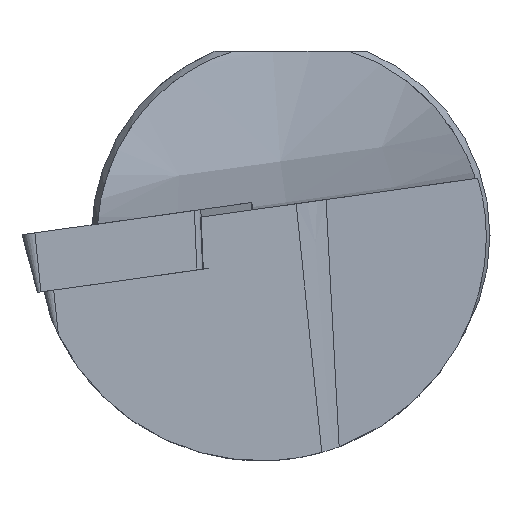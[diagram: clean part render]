
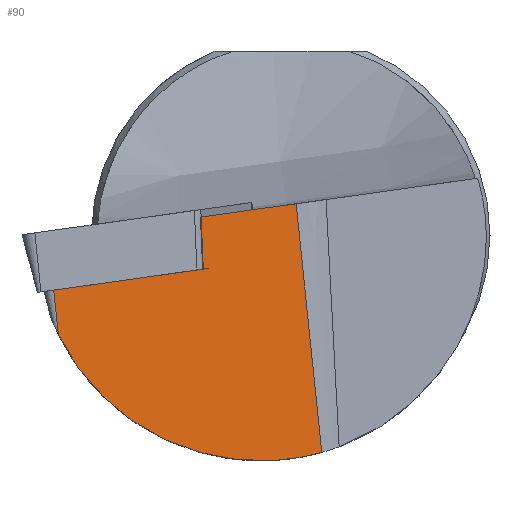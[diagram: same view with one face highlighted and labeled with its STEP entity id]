
A CAD part, left-side view. The second image highlights one B-rep face of the part: STEP entity #90.
In plain terms, the highlighted planar face has unit normal (-0.947, -0.31, -0.08).
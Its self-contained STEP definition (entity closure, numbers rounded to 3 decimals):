
#90=ADVANCED_FACE('',(#142),#125,.T.);
#125=PLANE('',#655);
#142=FACE_OUTER_BOUND('',#176,.T.);
#176=EDGE_LOOP('',(#248,#249,#250,#251,#252,#253));
#212=ELLIPSE('',#654,9.552,9.05);
#248=ORIENTED_EDGE('',*,*,#485,.F.);
#249=ORIENTED_EDGE('',*,*,#486,.F.);
#250=ORIENTED_EDGE('',*,*,#487,.F.);
#251=ORIENTED_EDGE('',*,*,#488,.T.);
#252=ORIENTED_EDGE('',*,*,#489,.T.);
#253=ORIENTED_EDGE('',*,*,#490,.F.);
#426=VERTEX_POINT('',#896);
#427=VERTEX_POINT('',#897);
#428=VERTEX_POINT('',#899);
#429=VERTEX_POINT('',#901);
#430=VERTEX_POINT('',#903);
#431=VERTEX_POINT('',#905);
#485=EDGE_CURVE('',#426,#427,#572,.T.);
#486=EDGE_CURVE('',#428,#426,#573,.T.);
#487=EDGE_CURVE('',#429,#428,#574,.T.);
#488=EDGE_CURVE('',#429,#430,#212,.T.);
#489=EDGE_CURVE('',#430,#431,#575,.T.);
#490=EDGE_CURVE('',#427,#431,#576,.T.);
#572=LINE('',#895,#614);
#573=LINE('',#898,#615);
#574=LINE('',#900,#616);
#575=LINE('',#904,#617);
#576=LINE('',#906,#618);
#614=VECTOR('',#723,1.);
#615=VECTOR('',#724,1.);
#616=VECTOR('',#725,1.);
#617=VECTOR('',#728,1.);
#618=VECTOR('',#729,1.);
#654=AXIS2_PLACEMENT_3D('',#902,#726,#727);
#655=AXIS2_PLACEMENT_3D('',#907,#730,#731);
#723=DIRECTION('',(-0.097,0.042,0.994));
#724=DIRECTION('',(0.298,-0.945,0.133));
#725=DIRECTION('',(-0.116,0.102,0.988));
#726=DIRECTION('',(-0.947,-0.31,-0.08));
#727=DIRECTION('',(0.32,-0.918,-0.235));
#728=DIRECTION('',(-0.116,0.102,0.988));
#729=DIRECTION('',(0.298,-0.945,0.133));
#730=DIRECTION('',(-0.947,-0.31,-0.08));
#731=DIRECTION('',(-0.311,0.95,0.));
#895=CARTESIAN_POINT('',(2.467,3.618,0.627));
#896=CARTESIAN_POINT('',(2.66,3.535,-1.354));
#897=CARTESIAN_POINT('',(2.456,3.623,0.734));
#898=CARTESIAN_POINT('',(0.775,9.513,-2.194));
#899=CARTESIAN_POINT('',(0.775,9.513,-2.194));
#900=CARTESIAN_POINT('',(0.496,9.758,0.174));
#901=CARTESIAN_POINT('',(0.985,9.329,-3.978));
#902=CARTESIAN_POINT('',(3.31,1.2,0.));
#903=CARTESIAN_POINT('',(4.842,-1.249,-8.712));
#904=CARTESIAN_POINT('',(3.631,-0.185,1.572));
#905=CARTESIAN_POINT('',(3.667,-0.216,1.273));
#906=CARTESIAN_POINT('',(0.531,9.728,-0.124));
#907=CARTESIAN_POINT('',(0.496,9.758,0.174));
